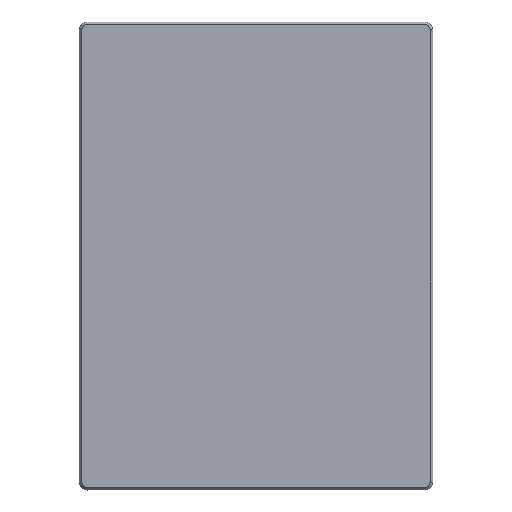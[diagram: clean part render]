
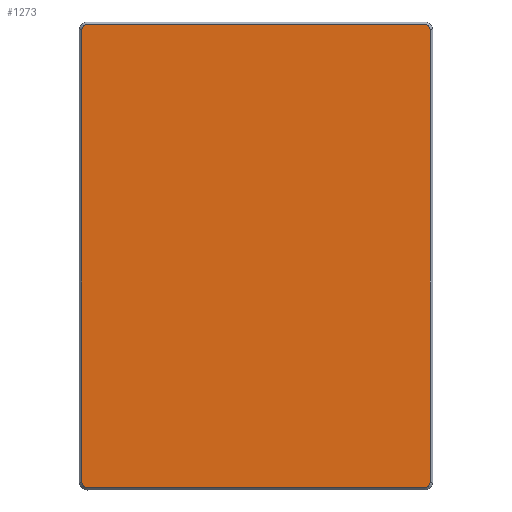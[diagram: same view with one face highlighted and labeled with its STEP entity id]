
A CAD part, top view. The second image highlights one B-rep face of the part: STEP entity #1273.
In plain terms, the highlighted planar face has unit normal (0, 0, 1).
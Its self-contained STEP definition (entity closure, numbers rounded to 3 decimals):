
#11 = CARTESIAN_POINT ( 'NONE',  ( -64.757, 89.371, 392.065 ) ) ;
#27 = DIRECTION ( 'NONE',  ( 0., 0., 1. ) ) ;
#34 = DIRECTION ( 'NONE',  ( 0., 0., 1. ) ) ;
#59 = VECTOR ( 'NONE', #139, 1000. ) ;
#72 = ORIENTED_EDGE ( 'NONE', *, *, #1244, .T. ) ;
#82 = ORIENTED_EDGE ( 'NONE', *, *, #790, .T. ) ;
#139 = DIRECTION ( 'NONE',  ( 0., 1., 0. ) ) ;
#144 = EDGE_LOOP ( 'NONE', ( #82, #570, #994, #1045, #563, #995, #72, #519 ) ) ;
#156 = AXIS2_PLACEMENT_3D ( 'NONE', #1279, #34, #443 ) ;
#198 = CARTESIAN_POINT ( 'NONE',  ( -0.201, -88., 392.065 ) ) ;
#210 = DIRECTION ( 'NONE',  ( 1., 0., 0. ) ) ;
#243 = AXIS2_PLACEMENT_3D ( 'NONE', #1058, #929, #383 ) ;
#247 = DIRECTION ( 'NONE',  ( -1., 0., 0. ) ) ;
#257 = VERTEX_POINT ( 'NONE', #799 ) ;
#285 = CARTESIAN_POINT ( 'NONE',  ( -64.757, -88., 392.065 ) ) ;
#312 = DIRECTION ( 'NONE',  ( 0., -1., 0. ) ) ;
#322 = VERTEX_POINT ( 'NONE', #285 ) ;
#341 = CIRCLE ( 'NONE', #1126, 2. ) ;
#383 = DIRECTION ( 'NONE',  ( -1., 0., 0. ) ) ;
#398 = AXIS2_PLACEMENT_3D ( 'NONE', #727, #930, #404 ) ;
#404 = DIRECTION ( 'NONE',  ( -1., 0., 0. ) ) ;
#428 = CARTESIAN_POINT ( 'NONE',  ( -64.757, -86., 392.065 ) ) ;
#443 = DIRECTION ( 'NONE',  ( 0., 1., 0. ) ) ;
#466 = EDGE_CURVE ( 'NONE', #1196, #1001, #616, .T. ) ;
#474 = VECTOR ( 'NONE', #210, 1000. ) ;
#489 = FACE_OUTER_BOUND ( 'NONE', #144, .T. ) ;
#490 = LINE ( 'NONE', #198, #474 ) ;
#491 = VECTOR ( 'NONE', #933, 1000. ) ;
#519 = ORIENTED_EDGE ( 'NONE', *, *, #576, .T. ) ;
#544 = VECTOR ( 'NONE', #312, 1000. ) ;
#563 = ORIENTED_EDGE ( 'NONE', *, *, #880, .T. ) ;
#570 = ORIENTED_EDGE ( 'NONE', *, *, #466, .T. ) ;
#576 = EDGE_CURVE ( 'NONE', #257, #900, #969, .T. ) ;
#616 = LINE ( 'NONE', #1048, #491 ) ;
#719 = DIRECTION ( 'NONE',  ( 0., 0., 1. ) ) ;
#727 = CARTESIAN_POINT ( 'NONE',  ( 64.67, 87.371, 392.065 ) ) ;
#731 = VERTEX_POINT ( 'NONE', #1258 ) ;
#732 = VERTEX_POINT ( 'NONE', #830 ) ;
#790 = EDGE_CURVE ( 'NONE', #900, #1196, #1306, .T. ) ;
#799 = CARTESIAN_POINT ( 'NONE',  ( 66.67, -86., 392.065 ) ) ;
#810 = EDGE_CURVE ( 'NONE', #322, #731, #490, .T. ) ;
#825 = CIRCLE ( 'NONE', #243, 2. ) ;
#830 = CARTESIAN_POINT ( 'NONE',  ( -66.757, -86., 392.065 ) ) ;
#837 = EDGE_CURVE ( 'NONE', #1360, #732, #840, .T. ) ;
#838 = CARTESIAN_POINT ( 'NONE',  ( -0.201, 1., 392.065 ) ) ;
#840 = LINE ( 'NONE', #1274, #544 ) ;
#875 = AXIS2_PLACEMENT_3D ( 'NONE', #838, #719, #1028 ) ;
#880 = EDGE_CURVE ( 'NONE', #732, #322, #341, .T. ) ;
#900 = VERTEX_POINT ( 'NONE', #1309 ) ;
#929 = DIRECTION ( 'NONE',  ( 0., 0., 1. ) ) ;
#930 = DIRECTION ( 'NONE',  ( 0., 0., 1. ) ) ;
#933 = DIRECTION ( 'NONE',  ( -1., 0., 0. ) ) ;
#969 = LINE ( 'NONE', #1105, #59 ) ;
#983 = EDGE_CURVE ( 'NONE', #1001, #1360, #1326, .T. ) ;
#994 = ORIENTED_EDGE ( 'NONE', *, *, #983, .T. ) ;
#995 = ORIENTED_EDGE ( 'NONE', *, *, #810, .T. ) ;
#1001 = VERTEX_POINT ( 'NONE', #11 ) ;
#1028 = DIRECTION ( 'NONE',  ( 1., 0., 0. ) ) ;
#1045 = ORIENTED_EDGE ( 'NONE', *, *, #837, .T. ) ;
#1048 = CARTESIAN_POINT ( 'NONE',  ( -0.201, 89.371, 392.065 ) ) ;
#1058 = CARTESIAN_POINT ( 'NONE',  ( 64.67, -86., 392.065 ) ) ;
#1105 = CARTESIAN_POINT ( 'NONE',  ( 66.67, 1., 392.065 ) ) ;
#1126 = AXIS2_PLACEMENT_3D ( 'NONE', #428, #27, #247 ) ;
#1141 = CARTESIAN_POINT ( 'NONE',  ( 64.67, 89.371, 392.065 ) ) ;
#1196 = VERTEX_POINT ( 'NONE', #1141 ) ;
#1244 = EDGE_CURVE ( 'NONE', #731, #257, #825, .T. ) ;
#1254 = PLANE ( 'NONE',  #875 ) ;
#1258 = CARTESIAN_POINT ( 'NONE',  ( 64.67, -88., 392.065 ) ) ;
#1273 = ADVANCED_FACE ( 'NONE', ( #489 ), #1254, .T. ) ;
#1274 = CARTESIAN_POINT ( 'NONE',  ( -66.757, 1., 392.065 ) ) ;
#1279 = CARTESIAN_POINT ( 'NONE',  ( -64.757, 87.371, 392.065 ) ) ;
#1291 = CARTESIAN_POINT ( 'NONE',  ( -66.757, 87.371, 392.065 ) ) ;
#1306 = CIRCLE ( 'NONE', #398, 2. ) ;
#1309 = CARTESIAN_POINT ( 'NONE',  ( 66.67, 87.371, 392.065 ) ) ;
#1326 = CIRCLE ( 'NONE', #156, 2. ) ;
#1360 = VERTEX_POINT ( 'NONE', #1291 ) ;
